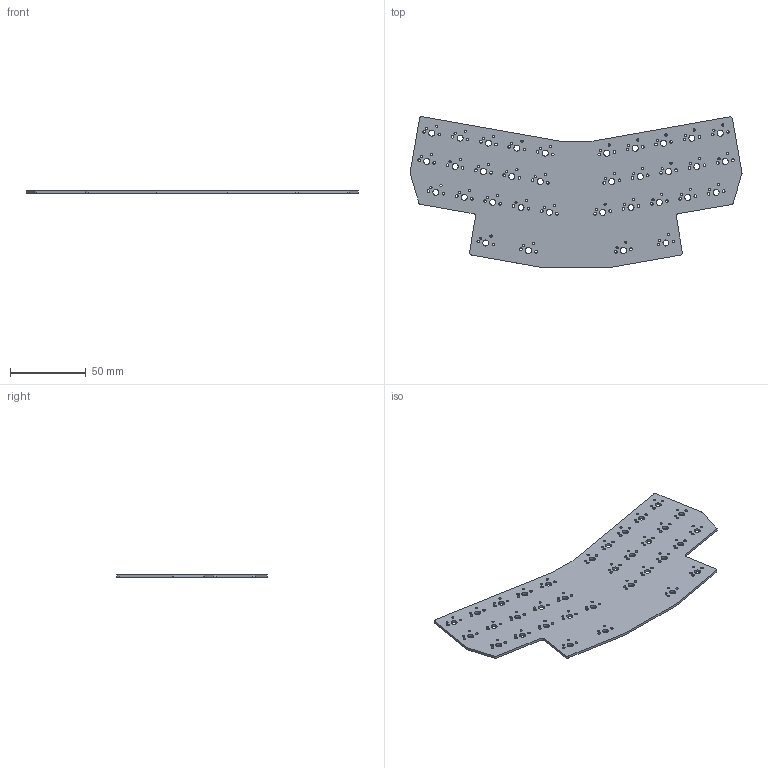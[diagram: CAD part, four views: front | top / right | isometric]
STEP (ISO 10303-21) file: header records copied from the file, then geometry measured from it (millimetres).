
FILE_DESCRIPTION(('KiCad electronic assembly'),'2;1');
FILE_NAME('AlphaStag.step','2023-01-14T11:51:22',('Pcbnew'),('Kicad'), 'Open CASCADE STEP processor 7.6','KiCad to STEP converter','Unknown' );
FILE_SCHEMA(('AUTOMOTIVE_DESIGN { 1 0 10303 214 1 1 1 1 }'));
Length unit declared in the file: millimetre
Products named in the file (2): AlphaStag 1; AlphaStag PCB
Assembly tree (1 placements, depth 2):
  AlphaStag 1
    AlphaStag PCB
Bounding box: 219.5 x 99.54 x 1.6 mm (x, y, z)
Volume: 24587.7 mm3; surface area: 33472.1 mm2
Topology: 1 solids, 1 shells, 196 faces, 582 edges, 388 vertices
Faces by surface type: cylinder 180, plane 16
Full cylindrical faces by diameter (mm): 1.47 x68, 1.75 x68, 3.988 x34
Entity records: 16159 total; most frequent: CARTESIAN_POINT 4492, DIRECTION 2142, ORIENTED_EDGE 1164, PCURVE 1164, DEFINITIONAL_REPRESENTATION 1164, LINE 1026, VECTOR 1026, EDGE_CURVE 582
